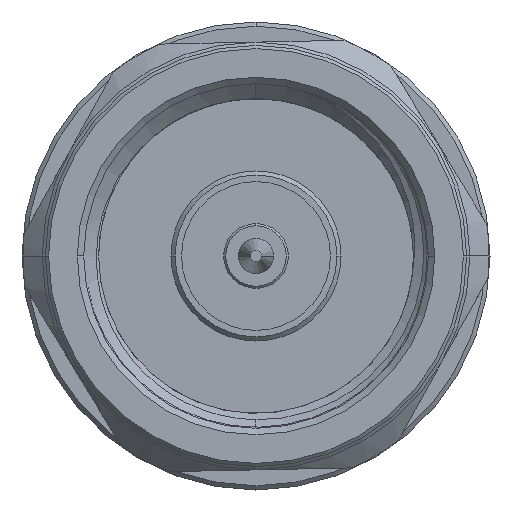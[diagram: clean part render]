
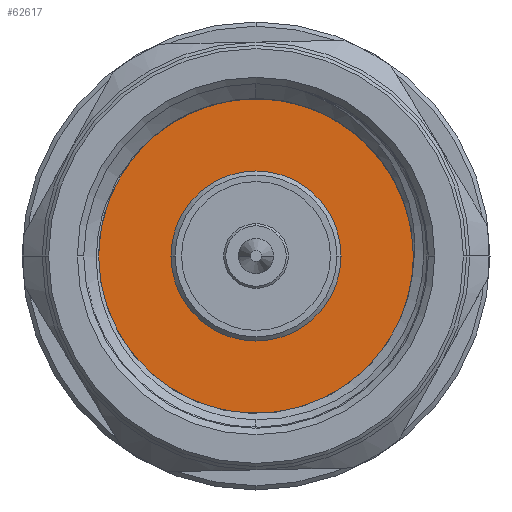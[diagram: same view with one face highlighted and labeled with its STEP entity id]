
A CAD part, left-side view. The second image highlights one B-rep face of the part: STEP entity #62617.
In plain terms, the highlighted face is planar.
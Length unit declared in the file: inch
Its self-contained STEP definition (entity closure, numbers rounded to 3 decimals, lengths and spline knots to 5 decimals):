
#666 = CIRCLE ( 'NONE', #6735, 0.15748 ) ;
#1082 = ORIENTED_EDGE ( 'NONE', *, *, #28802, .F. ) ;
#1628 = AXIS2_PLACEMENT_3D ( 'NONE', #23718, #62503, #18004 ) ;
#2961 = DIRECTION ( 'NONE',  ( 0., -1., 0. ) ) ;
#3192 = DIRECTION ( 'NONE',  ( 0., -1., 0. ) ) ;
#6735 = AXIS2_PLACEMENT_3D ( 'NONE', #46741, #3192, #31492 ) ;
#7791 = CARTESIAN_POINT ( 'NONE',  ( 0., -0.36417, -0.15748 ) ) ;
#11635 = AXIS2_PLACEMENT_3D ( 'NONE', #11887, #2961, #40802 ) ;
#11887 = CARTESIAN_POINT ( 'NONE',  ( 0., -0.36417, 0. ) ) ;
#11908 = CARTESIAN_POINT ( 'NONE',  ( 0., -0.36417, 0. ) ) ;
#12075 = CARTESIAN_POINT ( 'NONE',  ( 0., -0.36417, 0.30315 ) ) ;
#15119 = CARTESIAN_POINT ( 'NONE',  ( 0., -0.36417, -0.30315 ) ) ;
#15942 = EDGE_CURVE ( 'NONE', #25388, #55153, #24845, .T. ) ;
#18004 = DIRECTION ( 'NONE',  ( 0., 0., -1. ) ) ;
#18942 = CIRCLE ( 'NONE', #40248, 0.30315 ) ;
#19925 = FACE_OUTER_BOUND ( 'NONE', #22026, .T. ) ;
#20531 = FACE_BOUND ( 'NONE', #38004, .T. ) ;
#22026 = EDGE_LOOP ( 'NONE', ( #46044, #1082 ) ) ;
#23718 = CARTESIAN_POINT ( 'NONE',  ( 0., -0.36417, 0. ) ) ;
#24845 = CIRCLE ( 'NONE', #11635, 0.30315 ) ;
#24972 = AXIS2_PLACEMENT_3D ( 'NONE', #41180, #60239, #39933 ) ;
#25388 = VERTEX_POINT ( 'NONE', #15119 ) ;
#26514 = DIRECTION ( 'NONE',  ( 0., -1., 0. ) ) ;
#28254 = EDGE_CURVE ( 'NONE', #61778, #49568, #36159, .T. ) ;
#28696 = ORIENTED_EDGE ( 'NONE', *, *, #45950, .T. ) ;
#28802 = EDGE_CURVE ( 'NONE', #55153, #25388, #18942, .T. ) ;
#31279 = DIRECTION ( 'NONE',  ( 0., 0., -1. ) ) ;
#31492 = DIRECTION ( 'NONE',  ( 0., 0., -1. ) ) ;
#31640 = CARTESIAN_POINT ( 'NONE',  ( 0., -0.36417, 0.15748 ) ) ;
#36159 = CIRCLE ( 'NONE', #1628, 0.15748 ) ;
#38004 = EDGE_LOOP ( 'NONE', ( #59691, #28696 ) ) ;
#39933 = DIRECTION ( 'NONE',  ( 1., 0., 0. ) ) ;
#40248 = AXIS2_PLACEMENT_3D ( 'NONE', #11908, #26514, #31279 ) ;
#40802 = DIRECTION ( 'NONE',  ( 0., 0., -1. ) ) ;
#41180 = CARTESIAN_POINT ( 'NONE',  ( 0., -0.36417, 0. ) ) ;
#45950 = EDGE_CURVE ( 'NONE', #49568, #61778, #666, .T. ) ;
#46044 = ORIENTED_EDGE ( 'NONE', *, *, #15942, .F. ) ;
#46741 = CARTESIAN_POINT ( 'NONE',  ( 0., -0.36417, 0. ) ) ;
#49568 = VERTEX_POINT ( 'NONE', #31640 ) ;
#54861 = PLANE ( 'NONE',  #24972 ) ;
#55153 = VERTEX_POINT ( 'NONE', #12075 ) ;
#59691 = ORIENTED_EDGE ( 'NONE', *, *, #28254, .T. ) ;
#60239 = DIRECTION ( 'NONE',  ( 0., 1., 0. ) ) ;
#61778 = VERTEX_POINT ( 'NONE', #7791 ) ;
#62503 = DIRECTION ( 'NONE',  ( 0., -1., 0. ) ) ;
#62617 = ADVANCED_FACE ( 'NONE', ( #19925, #20531 ), #54861, .T. ) ;
